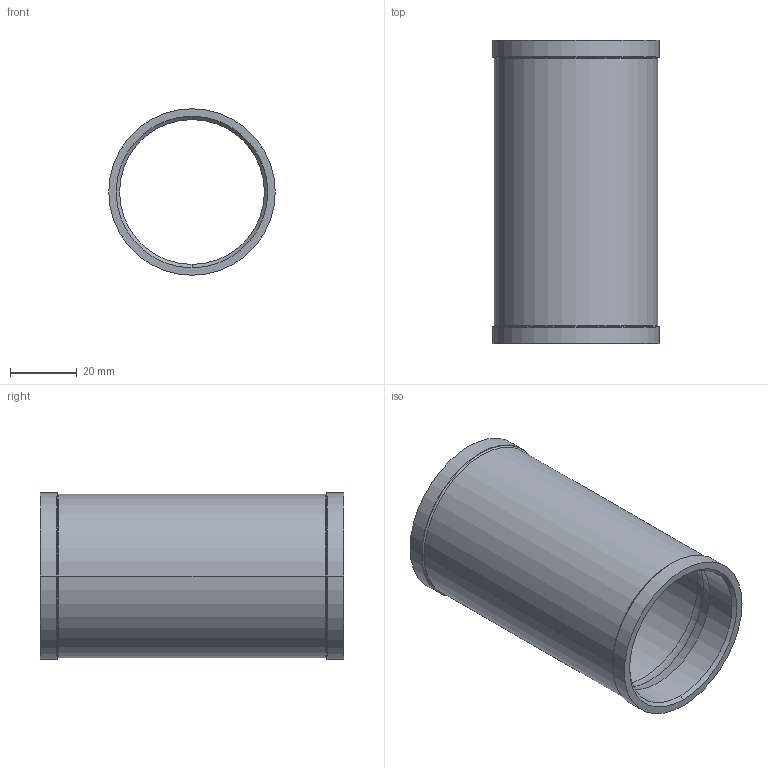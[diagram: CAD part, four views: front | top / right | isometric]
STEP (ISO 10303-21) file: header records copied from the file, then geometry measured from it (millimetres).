
FILE_DESCRIPTION (( 'STEP AP214' ), '1' );
FILE_NAME ('44_SINGLE COLLAR_Ti_91.STEP', '2017-09-06T20:19:33', ( 'Accounting' ), ( 'Microsoft' ), 'SwSTEP 2.0', 'SolidWorks 2017', '' );
FILE_SCHEMA (( 'AUTOMOTIVE_DESIGN' ));
Length unit declared in the file: millimetre
Products named in the file (1): 44_SINGLE COLLAR_Ti_91
Bounding box: 50 x 91 x 50 mm (x, y, z)
Volume: 23744.8 mm3; surface area: 27995.3 mm2
Topology: 1 solids, 1 shells, 34 faces, 72 edges, 40 vertices
Faces by surface type: torus 12, cylinder 12, cone 8, plane 2
Entity records: 954 total; most frequent: DIRECTION 194, CARTESIAN_POINT 147, ORIENTED_EDGE 144, AXIS2_PLACEMENT_3D 87, EDGE_CURVE 72, CIRCLE 52, VERTEX_POINT 40, EDGE_LOOP 36
